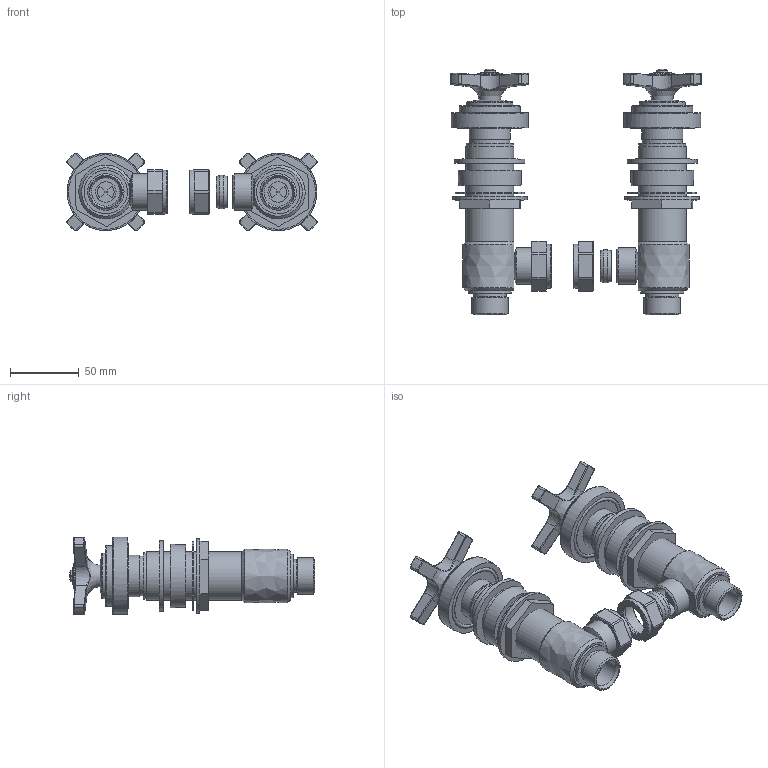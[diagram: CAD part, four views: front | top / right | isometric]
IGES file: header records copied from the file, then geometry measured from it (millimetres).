
Global section: file name: V7K42XF; native system: Autodesk Inventor 2018; preprocessor: unknown; author: clarkin; date: 20171005.104510; units: millimetre
Bounding box: 181.49 x 177.99 x 56.49 mm (x, y, z)
Volume: 306901 mm3; surface area: 196337.3 mm2
Topology: 54 solids, 54 shells, 1526 faces, 4082 edges, 2752 vertices
Faces by surface type: bspline 1526
